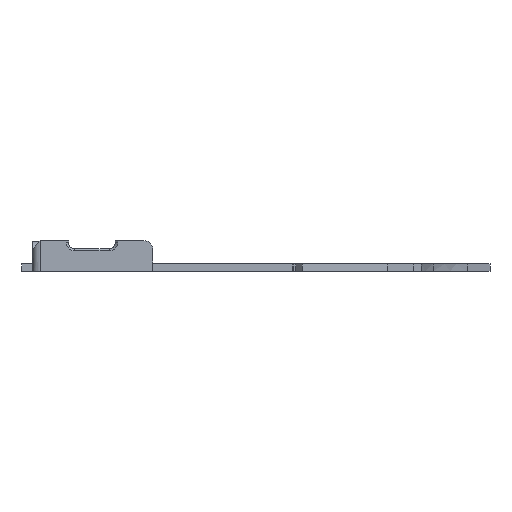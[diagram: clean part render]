
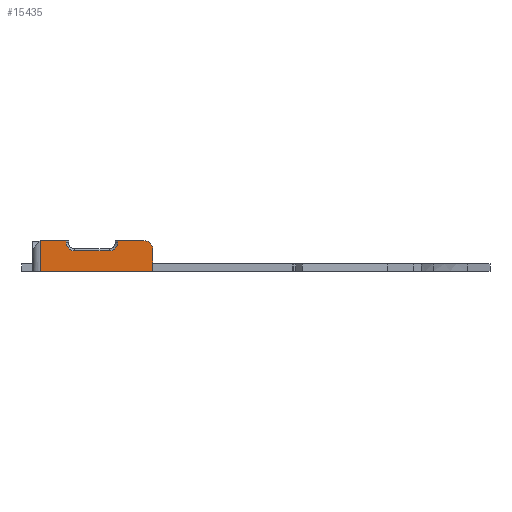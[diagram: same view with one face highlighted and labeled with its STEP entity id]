
A CAD part, left-side view. The second image highlights one B-rep face of the part: STEP entity #15435.
In plain terms, the highlighted planar face has unit normal (-1, 0, 0).
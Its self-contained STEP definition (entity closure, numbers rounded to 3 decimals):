
#1460=PLANE('',#15967);
#2240=FACE_OUTER_BOUND('',#3064,.T.);
#3064=EDGE_LOOP('',(#14324,#14325,#14326,#14327,#14328,#14329,#14330,#14331,
#14332,#14333,#14334,#14335));
#4522=LINE('',#27703,#6067);
#4557=LINE('',#27804,#6102);
#4558=LINE('',#27808,#6103);
#4559=LINE('',#27812,#6104);
#4560=LINE('',#27814,#6105);
#4561=LINE('',#27818,#6106);
#4562=LINE('',#27822,#6107);
#4563=LINE('',#27824,#6108);
#4564=LINE('',#27825,#6109);
#6067=VECTOR('',#18319,10.);
#6102=VECTOR('',#18400,10.);
#6103=VECTOR('',#18405,10.);
#6104=VECTOR('',#18408,10.);
#6105=VECTOR('',#18409,10.);
#6106=VECTOR('',#18412,10.);
#6107=VECTOR('',#18415,10.);
#6108=VECTOR('',#18416,10.);
#6109=VECTOR('',#18417,10.);
#6250=CIRCLE('',#15968,1.8);
#6251=CIRCLE('',#15969,1.7);
#6252=CIRCLE('',#15970,1.7);
#7689=VERTEX_POINT('',#27700);
#7690=VERTEX_POINT('',#27702);
#7725=VERTEX_POINT('',#27803);
#7726=VERTEX_POINT('',#27807);
#7727=VERTEX_POINT('',#27809);
#7728=VERTEX_POINT('',#27811);
#7729=VERTEX_POINT('',#27813);
#7730=VERTEX_POINT('',#27815);
#7731=VERTEX_POINT('',#27817);
#7732=VERTEX_POINT('',#27819);
#7733=VERTEX_POINT('',#27821);
#7734=VERTEX_POINT('',#27823);
#9907=EDGE_CURVE('',#7689,#7690,#4522,.T.);
#9954=EDGE_CURVE('',#7690,#7725,#4557,.T.);
#9956=EDGE_CURVE('',#7726,#7689,#4558,.T.);
#9957=EDGE_CURVE('',#7726,#7727,#6250,.T.);
#9958=EDGE_CURVE('',#7728,#7727,#4559,.T.);
#9959=EDGE_CURVE('',#7729,#7728,#4560,.T.);
#9960=EDGE_CURVE('',#7730,#7729,#6251,.T.);
#9961=EDGE_CURVE('',#7731,#7730,#4561,.T.);
#9962=EDGE_CURVE('',#7732,#7731,#6252,.T.);
#9963=EDGE_CURVE('',#7733,#7732,#4562,.T.);
#9964=EDGE_CURVE('',#7734,#7733,#4563,.T.);
#9965=EDGE_CURVE('',#7734,#7725,#4564,.T.);
#14324=ORIENTED_EDGE('',*,*,#9954,.F.);
#14325=ORIENTED_EDGE('',*,*,#9907,.F.);
#14326=ORIENTED_EDGE('',*,*,#9956,.F.);
#14327=ORIENTED_EDGE('',*,*,#9957,.T.);
#14328=ORIENTED_EDGE('',*,*,#9958,.F.);
#14329=ORIENTED_EDGE('',*,*,#9959,.F.);
#14330=ORIENTED_EDGE('',*,*,#9960,.F.);
#14331=ORIENTED_EDGE('',*,*,#9961,.F.);
#14332=ORIENTED_EDGE('',*,*,#9962,.F.);
#14333=ORIENTED_EDGE('',*,*,#9963,.F.);
#14334=ORIENTED_EDGE('',*,*,#9964,.F.);
#14335=ORIENTED_EDGE('',*,*,#9965,.T.);
#15435=ADVANCED_FACE('',(#2240),#1460,.T.);
#15967=AXIS2_PLACEMENT_3D('',#27806,#18403,#18404);
#15968=AXIS2_PLACEMENT_3D('',#27810,#18406,#18407);
#15969=AXIS2_PLACEMENT_3D('',#27816,#18410,#18411);
#15970=AXIS2_PLACEMENT_3D('',#27820,#18413,#18414);
#18319=DIRECTION('',(0.,1.,0.));
#18400=DIRECTION('',(0.,0.,1.));
#18403=DIRECTION('center_axis',(-1.,0.,0.));
#18404=DIRECTION('ref_axis',(0.,0.,-1.));
#18405=DIRECTION('',(0.,0.,-1.));
#18406=DIRECTION('center_axis',(-1.,0.,0.));
#18407=DIRECTION('ref_axis',(0.,-1.,0.));
#18408=DIRECTION('',(0.,-1.,0.));
#18409=DIRECTION('',(0.,0.,1.));
#18410=DIRECTION('center_axis',(-1.,0.,0.));
#18411=DIRECTION('ref_axis',(0.,0.,-1.));
#18412=DIRECTION('',(0.,-1.,0.));
#18413=DIRECTION('center_axis',(-1.,0.,0.));
#18414=DIRECTION('ref_axis',(0.,1.,0.));
#18415=DIRECTION('',(0.,0.,-1.));
#18416=DIRECTION('',(0.,-1.,0.));
#18417=DIRECTION('',(0.,0.826,-0.563));
#27700=CARTESIAN_POINT('',(28.638,-71.9,-2.));
#27702=CARTESIAN_POINT('',(28.638,-49.155,-2.));
#27703=CARTESIAN_POINT('',(28.638,-71.9,-2.));
#27803=CARTESIAN_POINT('',(28.638,-49.155,4.117));
#27804=CARTESIAN_POINT('',(28.638,-49.155,1.875));
#27806=CARTESIAN_POINT('Origin',(28.638,-47.655,-0.5));
#27807=CARTESIAN_POINT('',(28.638,-71.9,2.395));
#27808=CARTESIAN_POINT('',(28.638,-71.9,2.395));
#27809=CARTESIAN_POINT('',(28.638,-70.1,4.195));
#27810=CARTESIAN_POINT('Origin',(28.638,-70.1,2.395));
#27811=CARTESIAN_POINT('',(28.638,-64.8,4.195));
#27812=CARTESIAN_POINT('',(28.638,-49.155,4.195));
#27813=CARTESIAN_POINT('',(28.638,-64.8,3.81));
#27814=CARTESIAN_POINT('',(28.638,-64.8,2.24));
#27815=CARTESIAN_POINT('',(28.638,-63.1,2.11));
#27816=CARTESIAN_POINT('Origin',(28.638,-63.1,3.81));
#27817=CARTESIAN_POINT('',(28.638,-56.1,2.11));
#27818=CARTESIAN_POINT('',(28.638,-55.378,2.11));
#27819=CARTESIAN_POINT('',(28.638,-54.4,3.81));
#27820=CARTESIAN_POINT('Origin',(28.638,-56.1,3.81));
#27821=CARTESIAN_POINT('',(28.638,-54.4,4.195));
#27822=CARTESIAN_POINT('',(28.638,-54.4,1.655));
#27823=CARTESIAN_POINT('',(28.638,-49.269,4.195));
#27824=CARTESIAN_POINT('',(28.638,-49.155,4.195));
#27825=CARTESIAN_POINT('',(28.638,-47.969,3.309));
